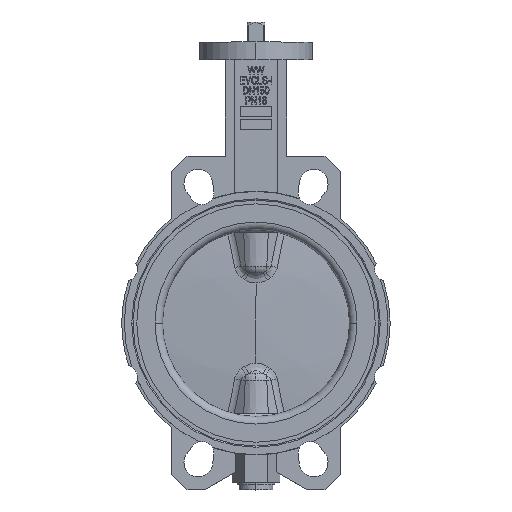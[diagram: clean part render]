
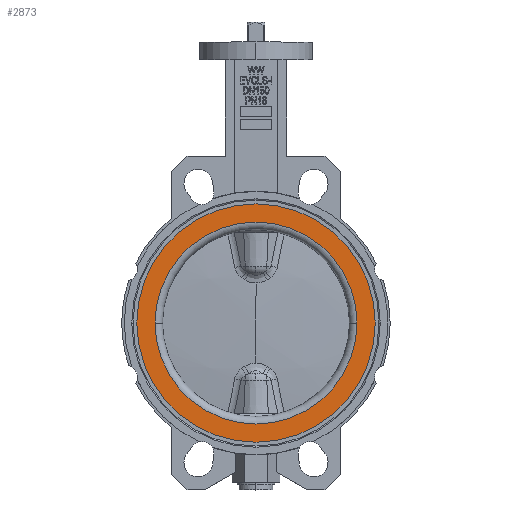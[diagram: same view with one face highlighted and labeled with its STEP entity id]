
A CAD part, top view. The second image highlights one B-rep face of the part: STEP entity #2873.
In plain terms, the highlighted planar face has unit normal (0, 0, 1).
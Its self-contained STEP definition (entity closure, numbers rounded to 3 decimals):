
#319 = DIRECTION ( 'NONE',  ( 1., 0., 0. ) ) ;
#1514 = ORIENTED_EDGE ( 'NONE', *, *, #25186, .T. ) ;
#1571 = VERTEX_POINT ( 'NONE', #3375 ) ;
#2873 = ADVANCED_FACE ( 'NONE', ( #10437, #14945 ), #16678, .F. ) ;
#3375 = CARTESIAN_POINT ( 'NONE',  ( 95., 0., 29. ) ) ;
#4552 = DIRECTION ( 'NONE',  ( 1., 0., 0. ) ) ;
#4769 = VERTEX_POINT ( 'NONE', #13221 ) ;
#5965 = EDGE_CURVE ( 'NONE', #12960, #1571, #10775, .T. ) ;
#6003 = CARTESIAN_POINT ( 'NONE',  ( 0., 80.5, 29. ) ) ;
#6407 = CARTESIAN_POINT ( 'NONE',  ( 0., 0., 29. ) ) ;
#6608 = AXIS2_PLACEMENT_3D ( 'NONE', #19004, #15127, #4552 ) ;
#7439 = EDGE_CURVE ( 'NONE', #10372, #4769, #22519, .T. ) ;
#8269 = DIRECTION ( 'NONE',  ( 0., 0., -1. ) ) ;
#8592 = AXIS2_PLACEMENT_3D ( 'NONE', #6003, #8269, #16592 ) ;
#8679 = DIRECTION ( 'NONE',  ( 0., 0., 1. ) ) ;
#8918 = AXIS2_PLACEMENT_3D ( 'NONE', #26340, #24280, #12040 ) ;
#10076 = ORIENTED_EDGE ( 'NONE', *, *, #7439, .F. ) ;
#10372 = VERTEX_POINT ( 'NONE', #12892 ) ;
#10437 = FACE_BOUND ( 'NONE', #12292, .T. ) ;
#10775 = CIRCLE ( 'NONE', #17970, 95. ) ;
#12040 = DIRECTION ( 'NONE',  ( 1., 0., 0. ) ) ;
#12292 = EDGE_LOOP ( 'NONE', ( #13041, #10076 ) ) ;
#12810 = DIRECTION ( 'NONE',  ( 0., 0., 1. ) ) ;
#12892 = CARTESIAN_POINT ( 'NONE',  ( -80.5, 0., 29. ) ) ;
#12960 = VERTEX_POINT ( 'NONE', #18213 ) ;
#13041 = ORIENTED_EDGE ( 'NONE', *, *, #25544, .F. ) ;
#13221 = CARTESIAN_POINT ( 'NONE',  ( 80.5, 0., 29. ) ) ;
#13695 = ORIENTED_EDGE ( 'NONE', *, *, #5965, .T. ) ;
#14536 = EDGE_LOOP ( 'NONE', ( #1514, #13695 ) ) ;
#14878 = CARTESIAN_POINT ( 'NONE',  ( 0., 0., 29. ) ) ;
#14945 = FACE_OUTER_BOUND ( 'NONE', #14536, .T. ) ;
#15127 = DIRECTION ( 'NONE',  ( 0., 0., 1. ) ) ;
#15454 = AXIS2_PLACEMENT_3D ( 'NONE', #6407, #8679, #20871 ) ;
#15741 = CIRCLE ( 'NONE', #6608, 80.5 ) ;
#16592 = DIRECTION ( 'NONE',  ( -1., 0., 0. ) ) ;
#16678 = PLANE ( 'NONE',  #8592 ) ;
#16920 = CIRCLE ( 'NONE', #15454, 95. ) ;
#17970 = AXIS2_PLACEMENT_3D ( 'NONE', #14878, #12810, #319 ) ;
#18213 = CARTESIAN_POINT ( 'NONE',  ( -95., 0., 29. ) ) ;
#19004 = CARTESIAN_POINT ( 'NONE',  ( 0., 0., 29. ) ) ;
#20871 = DIRECTION ( 'NONE',  ( 1., 0., 0. ) ) ;
#22519 = CIRCLE ( 'NONE', #8918, 80.5 ) ;
#24280 = DIRECTION ( 'NONE',  ( 0., 0., 1. ) ) ;
#25186 = EDGE_CURVE ( 'NONE', #1571, #12960, #16920, .T. ) ;
#25544 = EDGE_CURVE ( 'NONE', #4769, #10372, #15741, .T. ) ;
#26340 = CARTESIAN_POINT ( 'NONE',  ( 0., 0., 29. ) ) ;
